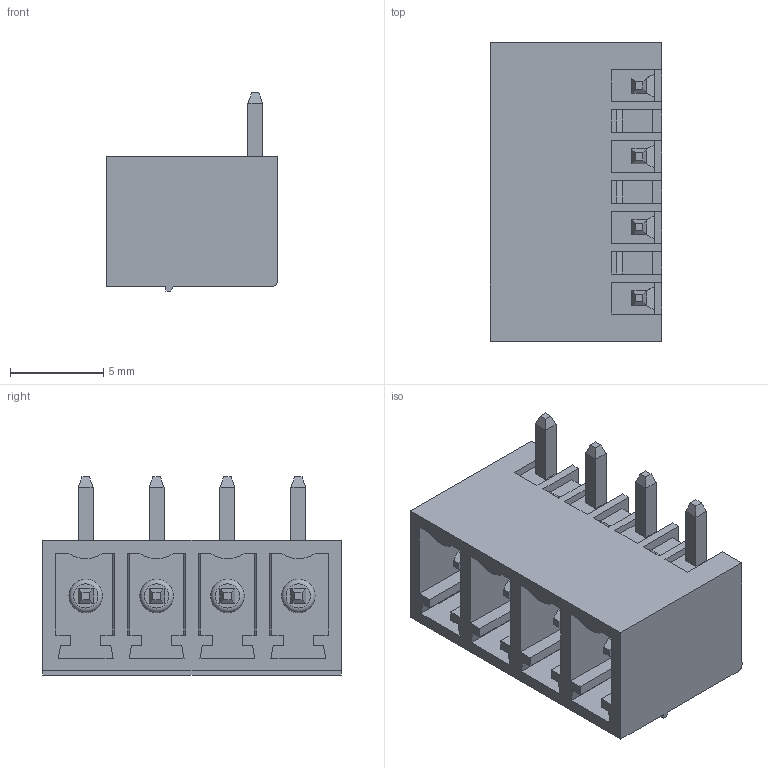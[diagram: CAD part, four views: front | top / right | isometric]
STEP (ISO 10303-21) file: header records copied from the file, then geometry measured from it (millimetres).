
FILE_DESCRIPTION(('STEP AP214'),'1');
FILE_NAME('PV04-3,81-H-P.stp','2021-04-06T11:06:55',(' '),(' '),'Spatial InterOp 3D',' ',' ');
FILE_SCHEMA(('AUTOMOTIVE_DESIGN { 1 0 10303 214 1 1 1 1 }'));
Length unit declared in the file: metre
Products named in the file (1): 1617712024
Bounding box: 9.2 x 16.04 x 10.65 mm (x, y, z)
Volume: 597.2 mm3; surface area: 1362.5 mm2
Topology: 1 solids, 1 shells, 215 faces, 571 edges, 370 vertices
Faces by surface type: plane 202, cylinder 9, torus 4
Full cylindrical faces by diameter (mm): 1.8 x4
Entity records: 8172 total; most frequent: CARTESIAN_POINT 1141, ORIENTED_EDGE 1118, DIRECTION 1013, EDGE_CURVE 559, LINE 537, VECTOR 537, VERTEX_POINT 366, AXIS2_PLACEMENT_3D 238
